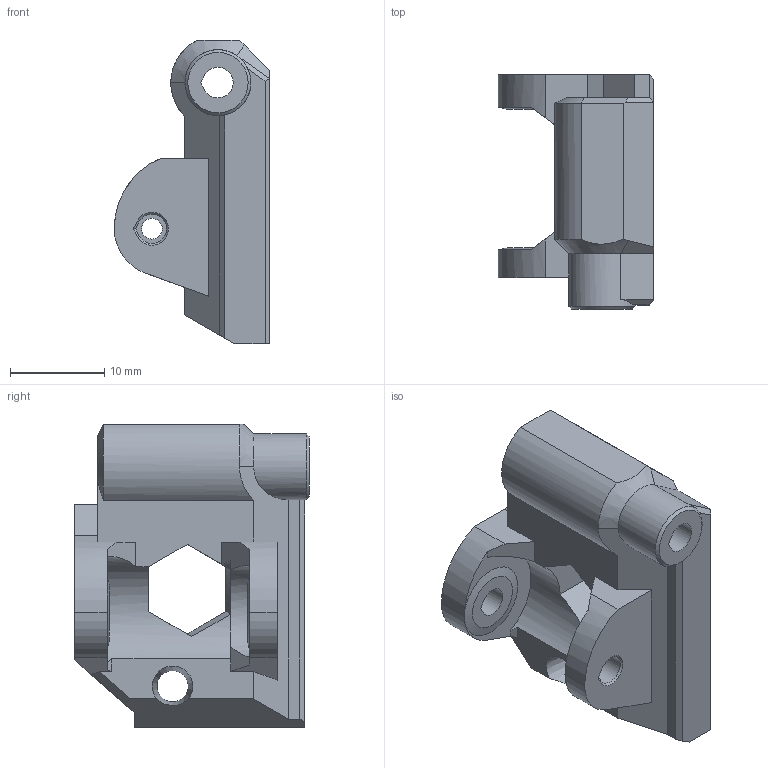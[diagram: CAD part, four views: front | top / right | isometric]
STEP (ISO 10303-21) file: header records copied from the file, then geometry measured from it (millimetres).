
FILE_DESCRIPTION(('FreeCAD Model'),'2;1');
FILE_NAME( 'hingle.step', '2020-06-22T19:17:33',('Author'),(''), 'Open CASCADE STEP processor 7.3','FreeCAD','Unknown');
FILE_SCHEMA(('AUTOMOTIVE_DESIGN { 1 0 10303 214 1 1 1 1 }'));
Length unit declared in the file: millimetre
Products named in the file (1): extruder_idler_bondtech
Bounding box: 16.5 x 24.9 x 32.2 mm (x, y, z)
Volume: 5491.6 mm3; surface area: 3243.8 mm2
Topology: 1 solids, 3 shells, 120 faces, 318 edges, 202 vertices
Faces by surface type: plane 96, cylinder 14, cone 9, bspline 1
Full cylindrical faces by diameter (mm): 2.2 x1, 3.3 x1, 3.5 x1, 7 x1
Entity records: 8426 total; most frequent: CARTESIAN_POINT 2045, DIRECTION 1184, LINE 791, VECTOR 791, ORIENTED_EDGE 636, PCURVE 636, DEFINITIONAL_REPRESENTATION 636, EDGE_CURVE 318
